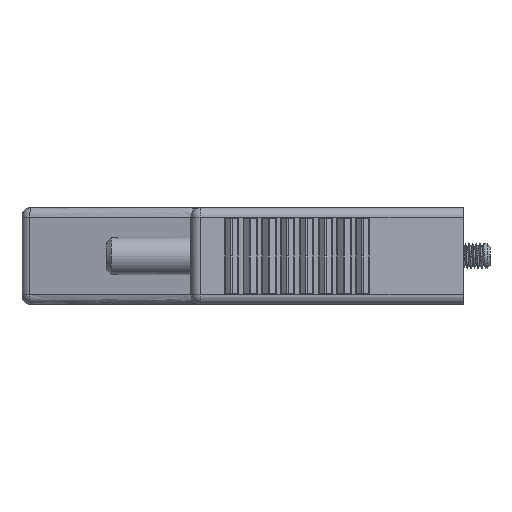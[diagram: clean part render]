
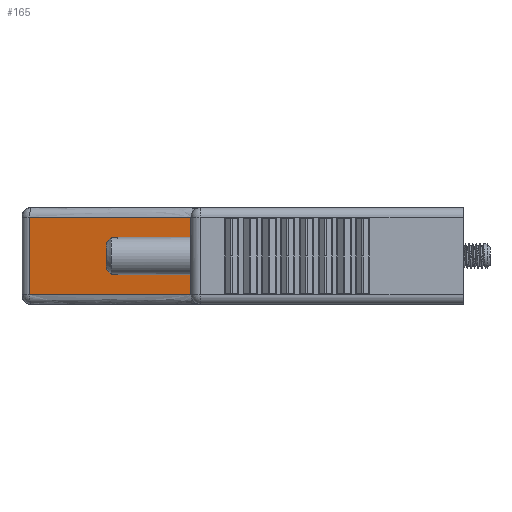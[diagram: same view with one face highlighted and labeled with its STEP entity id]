
A CAD part, left-side view. The second image highlights one B-rep face of the part: STEP entity #165.
In plain terms, the highlighted planar face has unit normal (-0.985, 0.174, 0).
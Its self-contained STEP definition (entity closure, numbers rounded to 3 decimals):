
#98=CARTESIAN_POINT('',(-28.8,23.502,-5.149));
#99=DIRECTION('',(-0.174,-0.985,0.));
#100=DIRECTION('',(-0.985,0.174,0.));
#101=AXIS2_PLACEMENT_3D('',#98,#100,#99);
#102=PLANE('',#101);
#103=CARTESIAN_POINT('',(-30.226,15.418,-5.149));
#104=VERTEX_POINT('',#103);
#105=CARTESIAN_POINT('',(-30.387,14.502,-4.335));
#106=VERTEX_POINT('',#105);
#107=CARTESIAN_POINT('',(-32.351,3.366,-5.147));
#108=DIRECTION('',(0.174,0.985,0.));
#109=DIRECTION('',(0.985,-0.174,0.));
#110=AXIS2_PLACEMENT_3D('',#107,#109,#108);
#111=ELLIPSE('',#110,12.237,2.125);
#112=TRIMMED_CURVE('',#111,(PARAMETER_VALUE(0.)),(PARAMETER_VALUE(0.392)),.T.,.PARAMETER.);
#113=EDGE_CURVE('',#104,#106,#112,.T.);
#114=ORIENTED_EDGE('',*,*,#113,.T.);
#115=CARTESIAN_POINT('',(-30.387,14.502,-0.997));
#116=VERTEX_POINT('',#115);
#117=CARTESIAN_POINT('',(-30.387,14.502,-4.335));
#118=DIRECTION('',(0.,0.,1.));
#119=VECTOR('',#118,3.338);
#120=LINE('',#117,#119);
#121=EDGE_CURVE('',#106,#116,#120,.T.);
#122=ORIENTED_EDGE('',*,*,#121,.T.);
#123=CARTESIAN_POINT('',(-27.359,31.676,-0.997));
#124=VERTEX_POINT('',#123);
#125=CARTESIAN_POINT('',(-30.387,14.502,-0.997));
#126=DIRECTION('',(0.174,0.985,0.));
#127=VECTOR('',#126,17.439);
#128=LINE('',#125,#127);
#129=EDGE_CURVE('',#116,#124,#128,.T.);
#130=ORIENTED_EDGE('',*,*,#129,.T.);
#131=CARTESIAN_POINT('',(-27.359,31.676,-9.3));
#132=VERTEX_POINT('',#131);
#133=CARTESIAN_POINT('',(-27.359,31.676,-0.997));
#134=DIRECTION('',(0.,0.,-1.));
#135=VECTOR('',#134,8.303);
#136=LINE('',#133,#135);
#137=EDGE_CURVE('',#124,#132,#136,.T.);
#138=ORIENTED_EDGE('',*,*,#137,.T.);
#139=CARTESIAN_POINT('',(-30.387,14.502,-9.3));
#140=VERTEX_POINT('',#139);
#141=CARTESIAN_POINT('',(-27.359,31.676,-9.3));
#142=DIRECTION('',(-0.174,-0.985,0.));
#143=VECTOR('',#142,17.439);
#144=LINE('',#141,#143);
#145=EDGE_CURVE('',#132,#140,#144,.T.);
#146=ORIENTED_EDGE('',*,*,#145,.T.);
#147=CARTESIAN_POINT('',(-30.387,14.502,-5.962));
#148=VERTEX_POINT('',#147);
#149=CARTESIAN_POINT('',(-30.387,14.502,-9.3));
#150=DIRECTION('',(0.,0.,1.));
#151=VECTOR('',#150,3.338);
#152=LINE('',#149,#151);
#153=EDGE_CURVE('',#140,#148,#152,.T.);
#154=ORIENTED_EDGE('',*,*,#153,.T.);
#155=CARTESIAN_POINT('',(-32.351,3.366,-5.15));
#156=DIRECTION('',(0.174,0.985,0.));
#157=DIRECTION('',(0.985,-0.174,0.));
#158=AXIS2_PLACEMENT_3D('',#155,#157,#156);
#159=ELLIPSE('',#158,12.237,2.125);
#160=TRIMMED_CURVE('',#159,(PARAMETER_VALUE(5.891)),(PARAMETER_VALUE(0.)),.T.,.PARAMETER.);
#161=EDGE_CURVE('',#148,#104,#160,.T.);
#162=ORIENTED_EDGE('',*,*,#161,.T.);
#163=EDGE_LOOP('',(#114,#122,#130,#138,#146,#154,#162));
#164=FACE_OUTER_BOUND('',#163,.T.);
#165=ADVANCED_FACE('',(#164),#102,.T.);
